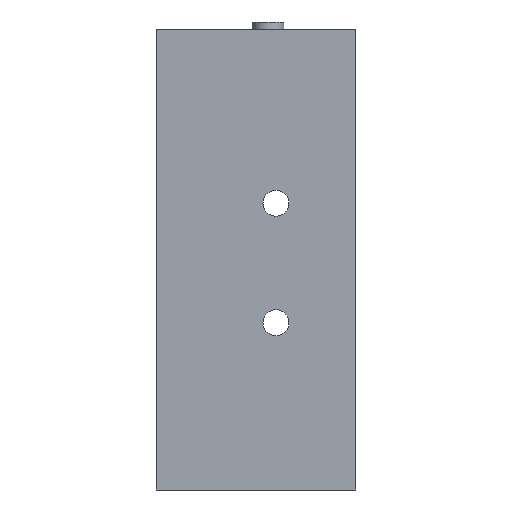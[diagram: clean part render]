
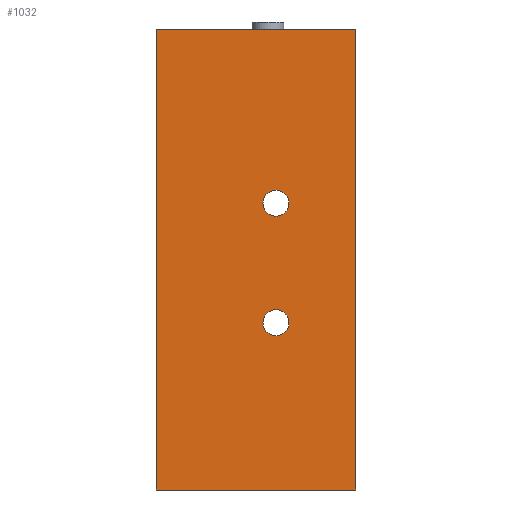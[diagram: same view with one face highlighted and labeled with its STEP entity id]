
A CAD part, front view. The second image highlights one B-rep face of the part: STEP entity #1032.
In plain terms, the highlighted planar face has unit normal (0, -1, 0).
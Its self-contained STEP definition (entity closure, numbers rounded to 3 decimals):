
#34=FACE_BOUND('',#222,.T.);
#35=FACE_BOUND('',#223,.T.);
#79=PLANE('',#1162);
#141=FACE_OUTER_BOUND('',#221,.T.);
#221=EDGE_LOOP('',(#915,#916,#917,#918));
#222=EDGE_LOOP('',(#919));
#223=EDGE_LOOP('',(#920));
#302=LINE('',#1736,#386);
#310=LINE('',#1751,#394);
#311=LINE('',#1753,#395);
#312=LINE('',#1754,#396);
#386=VECTOR('',#1450,10.);
#394=VECTOR('',#1462,10.);
#395=VECTOR('',#1465,10.);
#396=VECTOR('',#1466,10.);
#422=CIRCLE('',#1117,3.25);
#428=CIRCLE('',#1126,3.25);
#505=VERTEX_POINT('',#1655);
#511=VERTEX_POINT('',#1672);
#529=VERTEX_POINT('',#1733);
#530=VERTEX_POINT('',#1735);
#534=VERTEX_POINT('',#1747);
#535=VERTEX_POINT('',#1749);
#623=EDGE_CURVE('',#505,#505,#422,.T.);
#631=EDGE_CURVE('',#511,#511,#428,.T.);
#657=EDGE_CURVE('',#529,#530,#302,.T.);
#665=EDGE_CURVE('',#534,#535,#310,.T.);
#666=EDGE_CURVE('',#529,#534,#311,.T.);
#667=EDGE_CURVE('',#530,#535,#312,.T.);
#915=ORIENTED_EDGE('',*,*,#666,.T.);
#916=ORIENTED_EDGE('',*,*,#665,.T.);
#917=ORIENTED_EDGE('',*,*,#667,.F.);
#918=ORIENTED_EDGE('',*,*,#657,.F.);
#919=ORIENTED_EDGE('',*,*,#623,.T.);
#920=ORIENTED_EDGE('',*,*,#631,.T.);
#1032=ADVANCED_FACE('',(#141,#34,#35),#79,.T.);
#1117=AXIS2_PLACEMENT_3D('',#1657,#1353,#1354);
#1126=AXIS2_PLACEMENT_3D('',#1674,#1373,#1374);
#1162=AXIS2_PLACEMENT_3D('',#1752,#1463,#1464);
#1353=DIRECTION('center_axis',(0.,1.,0.));
#1354=DIRECTION('ref_axis',(1.,0.,0.));
#1373=DIRECTION('center_axis',(0.,1.,0.));
#1374=DIRECTION('ref_axis',(1.,0.,0.));
#1450=DIRECTION('',(0.,0.,1.));
#1462=DIRECTION('',(0.,0.,1.));
#1463=DIRECTION('center_axis',(0.,-1.,0.));
#1464=DIRECTION('ref_axis',(1.,0.,0.));
#1465=DIRECTION('',(1.,0.,0.));
#1466=DIRECTION('',(1.,0.,0.));
#1655=CARTESIAN_POINT('',(26.75,0.,72.));
#1657=CARTESIAN_POINT('Origin',(30.,0.,72.));
#1672=CARTESIAN_POINT('',(26.75,0.,42.));
#1674=CARTESIAN_POINT('Origin',(30.,0.,42.));
#1733=CARTESIAN_POINT('',(0.,0.,0.));
#1735=CARTESIAN_POINT('',(0.,0.,115.5));
#1736=CARTESIAN_POINT('',(0.,0.,0.));
#1747=CARTESIAN_POINT('',(50.,0.,0.));
#1749=CARTESIAN_POINT('',(50.,0.,115.5));
#1751=CARTESIAN_POINT('',(50.,0.,0.));
#1752=CARTESIAN_POINT('Origin',(0.,0.,0.));
#1753=CARTESIAN_POINT('',(0.,0.,0.));
#1754=CARTESIAN_POINT('',(0.,0.,115.5));
